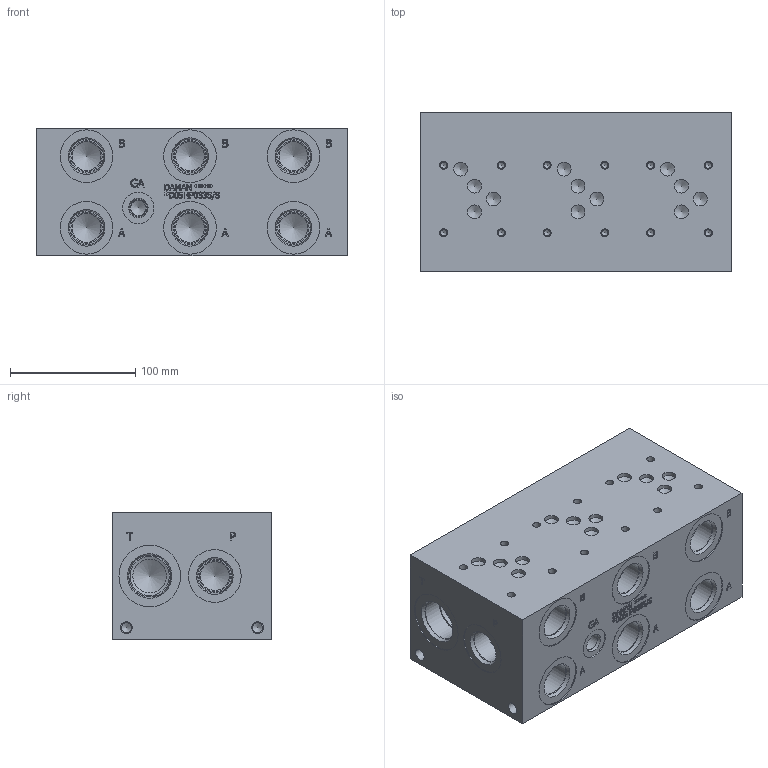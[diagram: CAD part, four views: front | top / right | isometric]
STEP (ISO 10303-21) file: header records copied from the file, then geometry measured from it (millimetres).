
FILE_DESCRIPTION(/* description */ (''),/* implementation_level */ '2;1');
FILE_NAME(/* name */ '_D05HP033S_S.stp',/* time_stamp */ '2022-10-19T13:03:28-04:00',/* author */ ('mikeh'),/* organization */ (''),/* preprocessor_version */ 'ST-DEVELOPER v18',/* originating_system */ 'Autodesk Inventor 2020',/* authorisation */ '');
FILE_SCHEMA (('AUTOMOTIVE_DESIGN { 1 0 10303 214 3 1 1 }'));
Length unit declared in the file: millimetre
Products named in the file (1): Part_AD05HP033S_S_3D
Bounding box: 247.65 x 127 x 101.6 mm (x, y, z)
Volume: 2943056.5 mm3; surface area: 181100 mm2
Topology: 1 solids, 1 shells, 802 faces, 2193 edges, 1486 vertices
Faces by surface type: plane 414, bspline 203, cylinder 107, cone 78
Full cylindrical faces by diameter (mm): 5.105 x12, 6.35 x12, 7.925 x4, 9.525 x4, 11.113 x2, 11.125 x10, 12.294 x1, 12.9 x1, 14.275 x1, 14.529 x1, 17.475 x1, 22.225 x1, 23.012 x8, 23.698 x1, 24.917 x8, 25.019 x1, 25.4 x1, 26.187 x1, 26.975 x2, 26.99 x2, 27 x6, 27.381 x1, 27.432 x8, 31.267 x2, 33.325 x1, 33.34 x1, 33.35 x1, 33.757 x2, 35.509 x1, 42.037 x8
Entity records: 26948 total; most frequent: CARTESIAN_POINT 7081, ORIENTED_EDGE 4306, DIRECTION 3349, EDGE_CURVE 2153, VERTEX_POINT 1486, LINE 1345, VECTOR 1345, AXIS2_PLACEMENT_3D 1002
